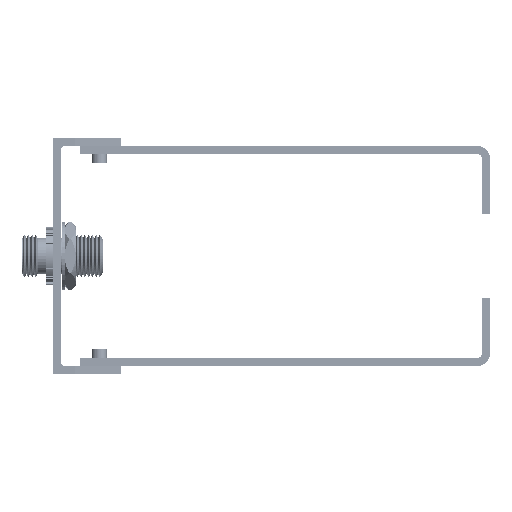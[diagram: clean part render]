
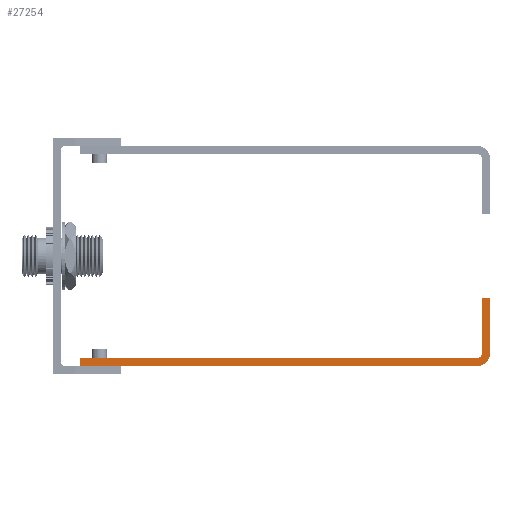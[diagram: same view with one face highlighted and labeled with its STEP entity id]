
A CAD part, left-side view. The second image highlights one B-rep face of the part: STEP entity #27254.
In plain terms, the highlighted face is planar.
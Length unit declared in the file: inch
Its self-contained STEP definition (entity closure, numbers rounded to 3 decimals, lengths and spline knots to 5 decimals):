
#313 = ORIENTED_EDGE ( 'NONE', *, *, #17684, .F. ) ;
#949 = ORIENTED_EDGE ( 'NONE', *, *, #32852, .T. ) ;
#2482 = AXIS2_PLACEMENT_3D ( 'NONE', #54465, #29024, #3390 ) ;
#3390 = DIRECTION ( 'NONE',  ( 1., 0., 0. ) ) ;
#5085 = LINE ( 'NONE', #35197, #27829 ) ;
#6053 = VERTEX_POINT ( 'NONE', #21669 ) ;
#6741 = DIRECTION ( 'NONE',  ( 0., 1., 0. ) ) ;
#7490 = PLANE ( 'NONE',  #2482 ) ;
#9643 = DIRECTION ( 'NONE',  ( -1., 0., 0. ) ) ;
#10079 = CARTESIAN_POINT ( 'NONE',  ( 1.409, 0.159, -0.5 ) ) ;
#11729 = VERTEX_POINT ( 'NONE', #30596 ) ;
#12008 = EDGE_CURVE ( 'NONE', #28960, #11729, #51692, .T. ) ;
#13200 = VERTEX_POINT ( 'NONE', #48620 ) ;
#14408 = DIRECTION ( 'NONE',  ( -1., 0., 0. ) ) ;
#15199 = CARTESIAN_POINT ( 'NONE',  ( -1.5, -5.96216, -0.5 ) ) ;
#16342 = LINE ( 'NONE', #40327, #49012 ) ;
#16624 = CARTESIAN_POINT ( 'NONE',  ( 1.409, 0.25, -0.5 ) ) ;
#17260 = CARTESIAN_POINT ( 'NONE',  ( 1.409, 0.159, -0.5 ) ) ;
#17684 = EDGE_CURVE ( 'NONE', #11729, #6053, #16342, .T. ) ;
#17837 = CARTESIAN_POINT ( 'NONE',  ( 1.44, 0.159, -0.5 ) ) ;
#17969 = ORIENTED_EDGE ( 'NONE', *, *, #12008, .F. ) ;
#18480 = EDGE_CURVE ( 'NONE', #6053, #44451, #21745, .T. ) ;
#19504 = DIRECTION ( 'NONE',  ( 0., 1., 0. ) ) ;
#19755 = ORIENTED_EDGE ( 'NONE', *, *, #18480, .F. ) ;
#20414 = ORIENTED_EDGE ( 'NONE', *, *, #29797, .F. ) ;
#20744 = ORIENTED_EDGE ( 'NONE', *, *, #32196, .T. ) ;
#21152 = AXIS2_PLACEMENT_3D ( 'NONE', #10079, #39933, #14408 ) ;
#21220 = ORIENTED_EDGE ( 'NONE', *, *, #21592, .F. ) ;
#21538 = DIRECTION ( 'NONE',  ( -1., 0., 0. ) ) ;
#21592 = EDGE_CURVE ( 'NONE', #45213, #28960, #49660, .T. ) ;
#21669 = CARTESIAN_POINT ( 'NONE',  ( 1.5, 0.159, -0.5 ) ) ;
#21745 = CIRCLE ( 'NONE', #42447, 0.091 ) ;
#22313 = LINE ( 'NONE', #15199, #43696 ) ;
#23747 = VERTEX_POINT ( 'NONE', #42518 ) ;
#24392 = DIRECTION ( 'NONE',  ( 1., 0., 0. ) ) ;
#25478 = DIRECTION ( 'NONE',  ( -1., 0., 0. ) ) ;
#25634 = VECTOR ( 'NONE', #28197, 39.37008 ) ;
#27254 = ADVANCED_FACE ( 'NONE', ( #34247 ), #7490, .F. ) ;
#27829 = VECTOR ( 'NONE', #9643, 39.37008 ) ;
#28197 = DIRECTION ( 'NONE',  ( 0., -1., 0. ) ) ;
#28399 = EDGE_LOOP ( 'NONE', ( #19755, #313, #17969, #21220, #31864, #20744, #949, #20414 ) ) ;
#28960 = VERTEX_POINT ( 'NONE', #44435 ) ;
#29024 = DIRECTION ( 'NONE',  ( 0., 0., 1. ) ) ;
#29797 = EDGE_CURVE ( 'NONE', #44451, #23747, #31061, .T. ) ;
#30596 = CARTESIAN_POINT ( 'NONE',  ( 1.5, -0.25, -0.5 ) ) ;
#31061 = LINE ( 'NONE', #55245, #42442 ) ;
#31700 = EDGE_CURVE ( 'NONE', #45213, #13200, #41969, .T. ) ;
#31864 = ORIENTED_EDGE ( 'NONE', *, *, #31700, .T. ) ;
#32196 = EDGE_CURVE ( 'NONE', #13200, #48963, #5085, .T. ) ;
#32852 = EDGE_CURVE ( 'NONE', #48963, #23747, #22313, .T. ) ;
#34247 = FACE_OUTER_BOUND ( 'NONE', #28399, .T. ) ;
#35197 = CARTESIAN_POINT ( 'NONE',  ( -1.5, 0.19, -0.5 ) ) ;
#39513 = CARTESIAN_POINT ( 'NONE',  ( -1.5, 0.19, -0.5 ) ) ;
#39933 = DIRECTION ( 'NONE',  ( 0., 0., 1. ) ) ;
#40327 = CARTESIAN_POINT ( 'NONE',  ( 1.5, -5.96216, -0.5 ) ) ;
#40372 = VECTOR ( 'NONE', #24392, 39.37008 ) ;
#41969 = CIRCLE ( 'NONE', #21152, 0.031 ) ;
#42442 = VECTOR ( 'NONE', #25478, 39.37008 ) ;
#42447 = AXIS2_PLACEMENT_3D ( 'NONE', #17260, #47093, #21538 ) ;
#42518 = CARTESIAN_POINT ( 'NONE',  ( -1.5, 0.25, -0.5 ) ) ;
#43696 = VECTOR ( 'NONE', #19504, 39.37008 ) ;
#44435 = CARTESIAN_POINT ( 'NONE',  ( 1.44, -0.25, -0.5 ) ) ;
#44451 = VERTEX_POINT ( 'NONE', #16624 ) ;
#45213 = VERTEX_POINT ( 'NONE', #17837 ) ;
#45672 = CARTESIAN_POINT ( 'NONE',  ( -0.72082, -0.25, -0.5 ) ) ;
#47093 = DIRECTION ( 'NONE',  ( 0., 0., 1. ) ) ;
#48620 = CARTESIAN_POINT ( 'NONE',  ( 1.409, 0.19, -0.5 ) ) ;
#48963 = VERTEX_POINT ( 'NONE', #39513 ) ;
#49012 = VECTOR ( 'NONE', #6741, 39.37008 ) ;
#49448 = CARTESIAN_POINT ( 'NONE',  ( 1.44, -5.96216, -0.5 ) ) ;
#49660 = LINE ( 'NONE', #49448, #25634 ) ;
#51692 = LINE ( 'NONE', #45672, #40372 ) ;
#54465 = CARTESIAN_POINT ( 'NONE',  ( -1.5, -5.96216, -0.5 ) ) ;
#55245 = CARTESIAN_POINT ( 'NONE',  ( -1.5, 0.25, -0.5 ) ) ;
